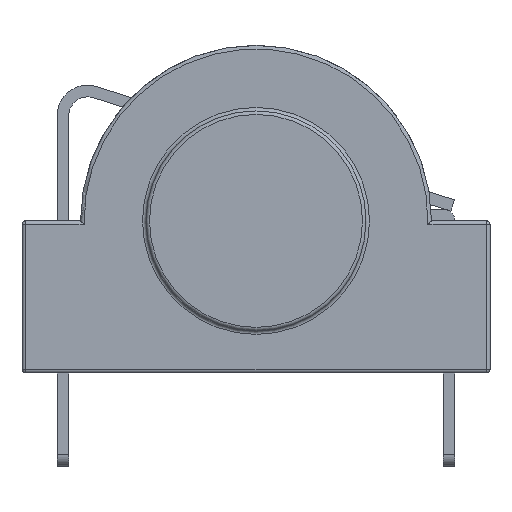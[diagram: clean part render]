
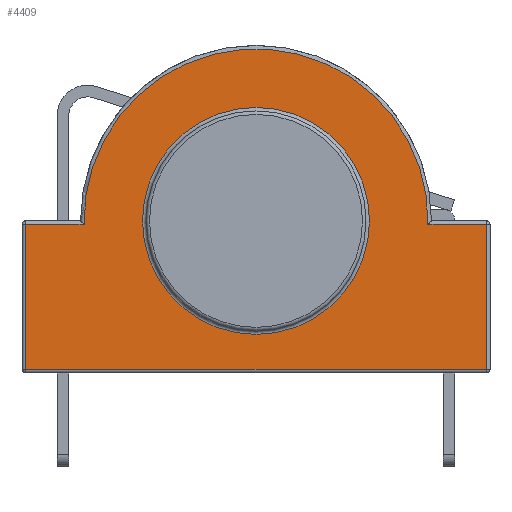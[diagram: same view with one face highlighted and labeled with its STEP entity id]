
A CAD part, left-side view. The second image highlights one B-rep face of the part: STEP entity #4409.
In plain terms, the highlighted planar face has unit normal (-1, 0, 0).
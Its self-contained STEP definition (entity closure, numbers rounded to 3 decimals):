
#66=FACE_BOUND('',#1635,.T.);
#92=PLANE('',#4771);
#457=LINE('',#6943,#960);
#458=LINE('',#6951,#961);
#462=LINE('',#6963,#965);
#463=LINE('',#6966,#966);
#464=LINE('',#6983,#967);
#960=VECTOR('',#5529,10.);
#961=VECTOR('',#5540,10.);
#965=VECTOR('',#5556,10.);
#966=VECTOR('',#5559,10.);
#967=VECTOR('',#5562,10.);
#1383=FACE_OUTER_BOUND('',#1634,.T.);
#1634=EDGE_LOOP('',(#3509,#3510,#3511,#3512,#3513,#3514));
#1635=EDGE_LOOP('',(#3515,#3516));
#1872=CIRCLE('',#4764,7.35);
#1873=CIRCLE('',#4772,4.85);
#1874=CIRCLE('',#4773,4.85);
#2162=VERTEX_POINT('',#6927);
#2165=VERTEX_POINT('',#6934);
#2167=VERTEX_POINT('',#6945);
#2170=VERTEX_POINT('',#6958);
#2171=VERTEX_POINT('',#6965);
#2172=VERTEX_POINT('',#6982);
#2174=VERTEX_POINT('',#7014);
#2175=VERTEX_POINT('',#7015);
#2662=EDGE_CURVE('',#2162,#2165,#457,.T.);
#2666=EDGE_CURVE('',#2167,#2162,#458,.T.);
#2673=EDGE_CURVE('',#2165,#2170,#462,.T.);
#2674=EDGE_CURVE('',#2171,#2167,#463,.T.);
#2676=EDGE_CURVE('',#2170,#2172,#464,.T.);
#2679=EDGE_CURVE('',#2172,#2171,#1872,.T.);
#2686=EDGE_CURVE('',#2174,#2175,#1873,.T.);
#2687=EDGE_CURVE('',#2175,#2174,#1874,.T.);
#3509=ORIENTED_EDGE('',*,*,#2662,.F.);
#3510=ORIENTED_EDGE('',*,*,#2666,.F.);
#3511=ORIENTED_EDGE('',*,*,#2674,.F.);
#3512=ORIENTED_EDGE('',*,*,#2679,.F.);
#3513=ORIENTED_EDGE('',*,*,#2676,.F.);
#3514=ORIENTED_EDGE('',*,*,#2673,.F.);
#3515=ORIENTED_EDGE('',*,*,#2686,.F.);
#3516=ORIENTED_EDGE('',*,*,#2687,.F.);
#4409=ADVANCED_FACE('',(#1383,#66),#92,.T.);
#4764=AXIS2_PLACEMENT_3D('',#7000,#5567,#5568);
#4771=AXIS2_PLACEMENT_3D('',#7013,#5586,#5587);
#4772=AXIS2_PLACEMENT_3D('',#7016,#5588,#5589);
#4773=AXIS2_PLACEMENT_3D('',#7017,#5590,#5591);
#5529=DIRECTION('',(0.,1.,0.));
#5540=DIRECTION('',(0.,0.,-1.));
#5556=DIRECTION('',(0.,0.,1.));
#5559=DIRECTION('',(0.,-1.,0.));
#5562=DIRECTION('',(0.,-1.,0.));
#5567=DIRECTION('center_axis',(1.,0.,0.));
#5568=DIRECTION('ref_axis',(0.,0.,
1.));
#5586=DIRECTION('center_axis',(-1.,0.,0.));
#5587=DIRECTION('ref_axis',(0.,-1.,0.));
#5588=DIRECTION('center_axis',(-1.,0.,0.));
#5589=DIRECTION('ref_axis',(0.,-1.,0.));
#5590=DIRECTION('center_axis',(-1.,0.,0.));
#5591=DIRECTION('ref_axis',(0.,-1.,0.));
#6927=CARTESIAN_POINT('',(-21.2,-9.85,0.15));
#6934=CARTESIAN_POINT('',(-21.2,9.85,0.15));
#6943=CARTESIAN_POINT('',(-21.2,5.,0.15));
#6945=CARTESIAN_POINT('',(-21.2,-9.85,6.35));
#6951=CARTESIAN_POINT('',(-21.2,-9.85,0.));
#6958=CARTESIAN_POINT('',(-21.2,9.85,6.35));
#6963=CARTESIAN_POINT('',(-21.2,9.85,0.));
#6965=CARTESIAN_POINT('',(-21.2,-7.348,6.35));
#6966=CARTESIAN_POINT('',(-21.2,5.,6.35));
#6982=CARTESIAN_POINT('',(-21.2,7.348,6.35));
#6983=CARTESIAN_POINT('',(-21.2,5.,6.35));
#7000=CARTESIAN_POINT('Origin',(-21.2,0.,
6.5));
#7013=CARTESIAN_POINT('Origin',(-21.2,10.,0.));
#7014=CARTESIAN_POINT('',(-21.2,4.85,6.5));
#7015=CARTESIAN_POINT('',(-21.2,0.,11.35));
#7016=CARTESIAN_POINT('Origin',(-21.2,0.,
6.5));
#7017=CARTESIAN_POINT('Origin',(-21.2,0.,
6.5));
